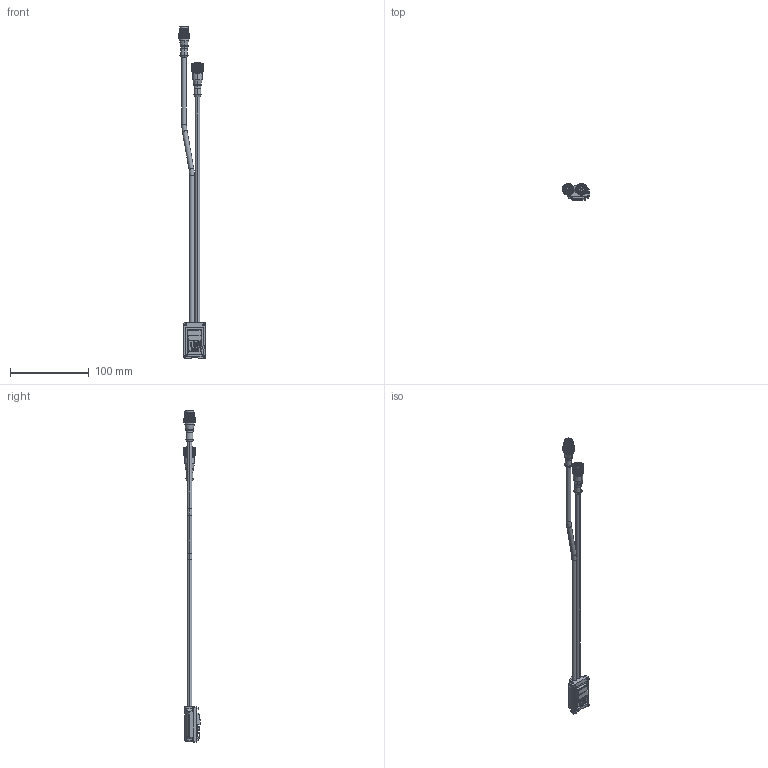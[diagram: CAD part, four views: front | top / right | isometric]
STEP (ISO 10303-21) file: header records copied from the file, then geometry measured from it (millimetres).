
FILE_DESCRIPTION((''),'2;1');
FILE_NAME('238297_SM01_ASM','2024-05-15T16:47:37',('banengservice'),('BANNER ENGINEERING'),'CREO PARAMETRIC BY PTC INC, 2022414','CREO PARAMETRIC BY PTC INC, 2022414','');
FILE_SCHEMA(('CONFIG_CONTROL_DESIGN'));
Products named in the file (3): 238297_EP1; 238297_EP2; 238297_SM01_ASM
Assembly tree (2 placements, depth 2):
  238297_SM01_ASM
    238297_EP1
    238297_EP2
Bounding box: 34.55 x 20.65 x 421.24 mm (x, y, z)
Volume: 40380.5 mm3; surface area: 24411.3 mm2
Topology: 3 solids, 4 shells, 7144 faces, 16271 edges, 9314 vertices
Faces by surface type: bspline 3841, cylinder 1692, plane 1496, cone 66, torus 25, sphere 22, revolution 2
Entity records: 285302 total; most frequent: CARTESIAN_POINT 157881, ORIENTED_EDGE 32510, EDGE_CURVE 16255, DIRECTION 14445, B_SPLINE_CURVE_WITH_KNOTS 10181, VERTEX_POINT 9314, EDGE_LOOP 7447, FACE_OUTER_BOUND 7144
